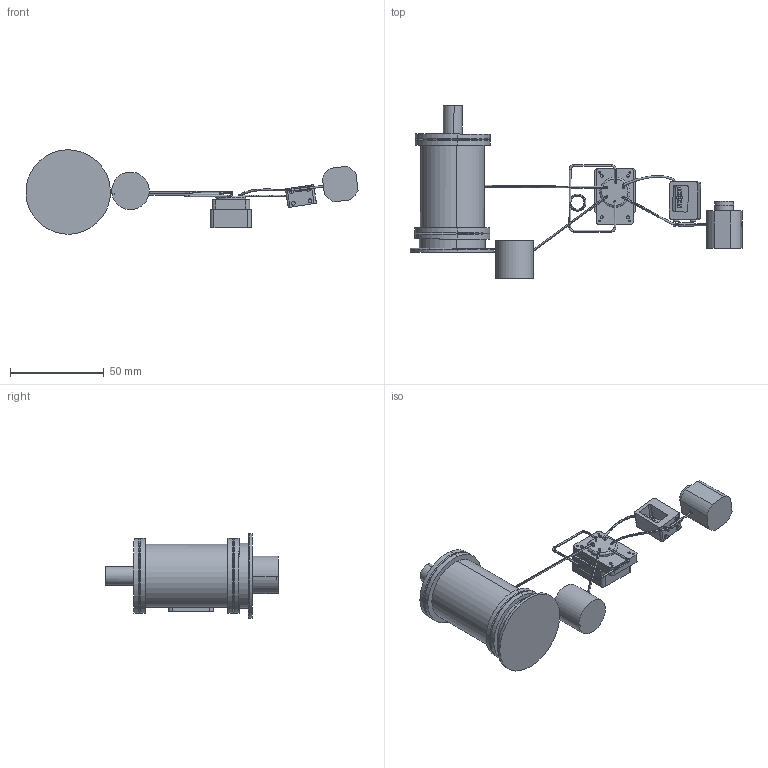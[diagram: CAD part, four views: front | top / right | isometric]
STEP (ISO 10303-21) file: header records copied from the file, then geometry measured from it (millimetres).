
FILE_DESCRIPTION (( 'STEP AP203' ), '1' );
FILE_NAME ('6謂蚾饜极.STEP', '2025-07-22T11:01:12', ( '' ), ( '' ), 'SwSTEP 2.0', 'SolidWorks 2025', '' );
FILE_SCHEMA (( 'CONFIG_CONTROL_DESIGN' ));
Length unit declared in the file: millimetre
Products named in the file (13): 6孔管; 6孔3管; 六孔; 反应容器; 弯头; column; 废液; pump; pump内; 6孔装配体; 储液罐; 6 孔2管; 零件1
Assembly tree (14 placements, depth 2):
  6孔装配体
    六孔
    6孔管
    6 孔2管
    pump
    6孔3管
    column
    pump内
    反应容器
    储液罐
    零件1  x2
    弯头  x2
    废液
Bounding box: 176.92 x 91.84 x 44.95 mm (x, y, z)
Volume: 45676 mm3; surface area: 30512.1 mm2
Topology: 18 solids, 18 shells, 545 faces, 1321 edges, 842 vertices
Faces by surface type: plane 272, cylinder 195, torus 58, bspline 20
Entity records: 25629 total; most frequent: CARTESIAN_POINT 11676, DIRECTION 2716, ORIENTED_EDGE 2518, EDGE_CURVE 1259, AXIS2_PLACEMENT_3D 987, VERTEX_POINT 810, LINE 742, VECTOR 742
